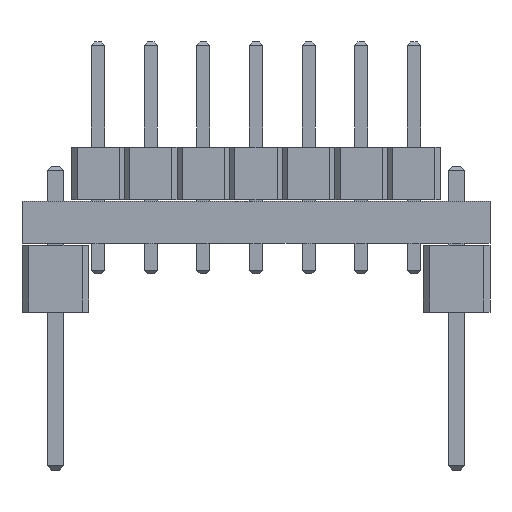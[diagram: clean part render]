
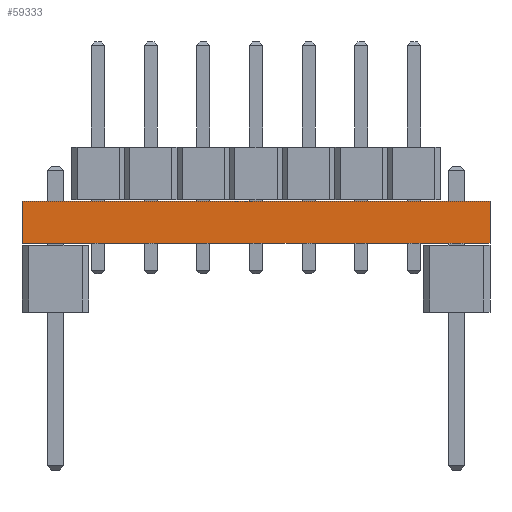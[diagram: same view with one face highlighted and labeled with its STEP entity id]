
A CAD part, front view. The second image highlights one B-rep face of the part: STEP entity #59333.
In plain terms, the highlighted planar face has unit normal (0, -1, 0).
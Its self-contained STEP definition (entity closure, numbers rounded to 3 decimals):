
#59217 = EDGE_CURVE('',#59218,#59220,#59222,.T.);
#59218 = VERTEX_POINT('',#59219);
#59219 = CARTESIAN_POINT('',(-8.89,-17.78,0.));
#59220 = VERTEX_POINT('',#59221);
#59221 = CARTESIAN_POINT('',(-8.89,-17.78,1.6));
#59222 = SURFACE_CURVE('',#59223,(#59227,#59239),.PCURVE_S1.);
#59223 = LINE('',#59224,#59225);
#59224 = CARTESIAN_POINT('',(-8.89,-17.78,0.));
#59225 = VECTOR('',#59226,1.);
#59226 = DIRECTION('',(0.,0.,1.));
#59227 = PCURVE('',#59228,#59233);
#59228 = PLANE('',#59229);
#59229 = AXIS2_PLACEMENT_3D('',#59230,#59231,#59232);
#59230 = CARTESIAN_POINT('',(-8.89,-17.78,0.));
#59231 = DIRECTION('',(-1.,0.,0.));
#59232 = DIRECTION('',(0.,1.,0.));
#59233 = DEFINITIONAL_REPRESENTATION('',(#59234),#59238);
#59234 = LINE('',#59235,#59236);
#59235 = CARTESIAN_POINT('',(0.,0.));
#59236 = VECTOR('',#59237,1.);
#59237 = DIRECTION('',(0.,-1.));
#59238 = ( GEOMETRIC_REPRESENTATION_CONTEXT(2) 
PARAMETRIC_REPRESENTATION_CONTEXT() REPRESENTATION_CONTEXT('2D SPACE',''
  ) );
#59239 = PCURVE('',#59240,#59245);
#59240 = PLANE('',#59241);
#59241 = AXIS2_PLACEMENT_3D('',#59242,#59243,#59244);
#59242 = CARTESIAN_POINT('',(8.89,-17.78,0.));
#59243 = DIRECTION('',(0.,-1.,0.));
#59244 = DIRECTION('',(-1.,0.,0.));
#59245 = DEFINITIONAL_REPRESENTATION('',(#59246),#59250);
#59246 = LINE('',#59247,#59248);
#59247 = CARTESIAN_POINT('',(17.78,0.));
#59248 = VECTOR('',#59249,1.);
#59249 = DIRECTION('',(0.,-1.));
#59250 = ( GEOMETRIC_REPRESENTATION_CONTEXT(2) 
PARAMETRIC_REPRESENTATION_CONTEXT() REPRESENTATION_CONTEXT('2D SPACE',''
  ) );
#59268 = PLANE('',#59269);
#59269 = AXIS2_PLACEMENT_3D('',#59270,#59271,#59272);
#59270 = CARTESIAN_POINT('',(0.,0.,1.6));
#59271 = DIRECTION('',(-0.,-0.,-1.));
#59272 = DIRECTION('',(-1.,0.,0.));
#59322 = PLANE('',#59323);
#59323 = AXIS2_PLACEMENT_3D('',#59324,#59325,#59326);
#59324 = CARTESIAN_POINT('',(0.,0.,0.));
#59325 = DIRECTION('',(-0.,-0.,-1.));
#59326 = DIRECTION('',(-1.,0.,0.));
#59333 = ADVANCED_FACE('',(#59334),#59240,.T.);
#59334 = FACE_BOUND('',#59335,.T.);
#59335 = EDGE_LOOP('',(#59336,#59366,#59387,#59388));
#59336 = ORIENTED_EDGE('',*,*,#59337,.T.);
#59337 = EDGE_CURVE('',#59338,#59340,#59342,.T.);
#59338 = VERTEX_POINT('',#59339);
#59339 = CARTESIAN_POINT('',(8.89,-17.78,0.));
#59340 = VERTEX_POINT('',#59341);
#59341 = CARTESIAN_POINT('',(8.89,-17.78,1.6));
#59342 = SURFACE_CURVE('',#59343,(#59347,#59354),.PCURVE_S1.);
#59343 = LINE('',#59344,#59345);
#59344 = CARTESIAN_POINT('',(8.89,-17.78,0.));
#59345 = VECTOR('',#59346,1.);
#59346 = DIRECTION('',(0.,0.,1.));
#59347 = PCURVE('',#59240,#59348);
#59348 = DEFINITIONAL_REPRESENTATION('',(#59349),#59353);
#59349 = LINE('',#59350,#59351);
#59350 = CARTESIAN_POINT('',(0.,-0.));
#59351 = VECTOR('',#59352,1.);
#59352 = DIRECTION('',(0.,-1.));
#59353 = ( GEOMETRIC_REPRESENTATION_CONTEXT(2) 
PARAMETRIC_REPRESENTATION_CONTEXT() REPRESENTATION_CONTEXT('2D SPACE',''
  ) );
#59354 = PCURVE('',#59355,#59360);
#59355 = PLANE('',#59356);
#59356 = AXIS2_PLACEMENT_3D('',#59357,#59358,#59359);
#59357 = CARTESIAN_POINT('',(8.89,17.78,0.));
#59358 = DIRECTION('',(1.,0.,-0.));
#59359 = DIRECTION('',(0.,-1.,0.));
#59360 = DEFINITIONAL_REPRESENTATION('',(#59361),#59365);
#59361 = LINE('',#59362,#59363);
#59362 = CARTESIAN_POINT('',(35.56,0.));
#59363 = VECTOR('',#59364,1.);
#59364 = DIRECTION('',(0.,-1.));
#59365 = ( GEOMETRIC_REPRESENTATION_CONTEXT(2) 
PARAMETRIC_REPRESENTATION_CONTEXT() REPRESENTATION_CONTEXT('2D SPACE',''
  ) );
#59366 = ORIENTED_EDGE('',*,*,#59367,.T.);
#59367 = EDGE_CURVE('',#59340,#59220,#59368,.T.);
#59368 = SURFACE_CURVE('',#59369,(#59373,#59380),.PCURVE_S1.);
#59369 = LINE('',#59370,#59371);
#59370 = CARTESIAN_POINT('',(8.89,-17.78,1.6));
#59371 = VECTOR('',#59372,1.);
#59372 = DIRECTION('',(-1.,0.,0.));
#59373 = PCURVE('',#59240,#59374);
#59374 = DEFINITIONAL_REPRESENTATION('',(#59375),#59379);
#59375 = LINE('',#59376,#59377);
#59376 = CARTESIAN_POINT('',(0.,-1.6));
#59377 = VECTOR('',#59378,1.);
#59378 = DIRECTION('',(1.,0.));
#59379 = ( GEOMETRIC_REPRESENTATION_CONTEXT(2) 
PARAMETRIC_REPRESENTATION_CONTEXT() REPRESENTATION_CONTEXT('2D SPACE',''
  ) );
#59380 = PCURVE('',#59268,#59381);
#59381 = DEFINITIONAL_REPRESENTATION('',(#59382),#59386);
#59382 = LINE('',#59383,#59384);
#59383 = CARTESIAN_POINT('',(-8.89,-17.78));
#59384 = VECTOR('',#59385,1.);
#59385 = DIRECTION('',(1.,0.));
#59386 = ( GEOMETRIC_REPRESENTATION_CONTEXT(2) 
PARAMETRIC_REPRESENTATION_CONTEXT() REPRESENTATION_CONTEXT('2D SPACE',''
  ) );
#59387 = ORIENTED_EDGE('',*,*,#59217,.F.);
#59388 = ORIENTED_EDGE('',*,*,#59389,.F.);
#59389 = EDGE_CURVE('',#59338,#59218,#59390,.T.);
#59390 = SURFACE_CURVE('',#59391,(#59395,#59402),.PCURVE_S1.);
#59391 = LINE('',#59392,#59393);
#59392 = CARTESIAN_POINT('',(8.89,-17.78,0.));
#59393 = VECTOR('',#59394,1.);
#59394 = DIRECTION('',(-1.,0.,0.));
#59395 = PCURVE('',#59240,#59396);
#59396 = DEFINITIONAL_REPRESENTATION('',(#59397),#59401);
#59397 = LINE('',#59398,#59399);
#59398 = CARTESIAN_POINT('',(0.,-0.));
#59399 = VECTOR('',#59400,1.);
#59400 = DIRECTION('',(1.,0.));
#59401 = ( GEOMETRIC_REPRESENTATION_CONTEXT(2) 
PARAMETRIC_REPRESENTATION_CONTEXT() REPRESENTATION_CONTEXT('2D SPACE',''
  ) );
#59402 = PCURVE('',#59322,#59403);
#59403 = DEFINITIONAL_REPRESENTATION('',(#59404),#59408);
#59404 = LINE('',#59405,#59406);
#59405 = CARTESIAN_POINT('',(-8.89,-17.78));
#59406 = VECTOR('',#59407,1.);
#59407 = DIRECTION('',(1.,0.));
#59408 = ( GEOMETRIC_REPRESENTATION_CONTEXT(2) 
PARAMETRIC_REPRESENTATION_CONTEXT() REPRESENTATION_CONTEXT('2D SPACE',''
  ) );
